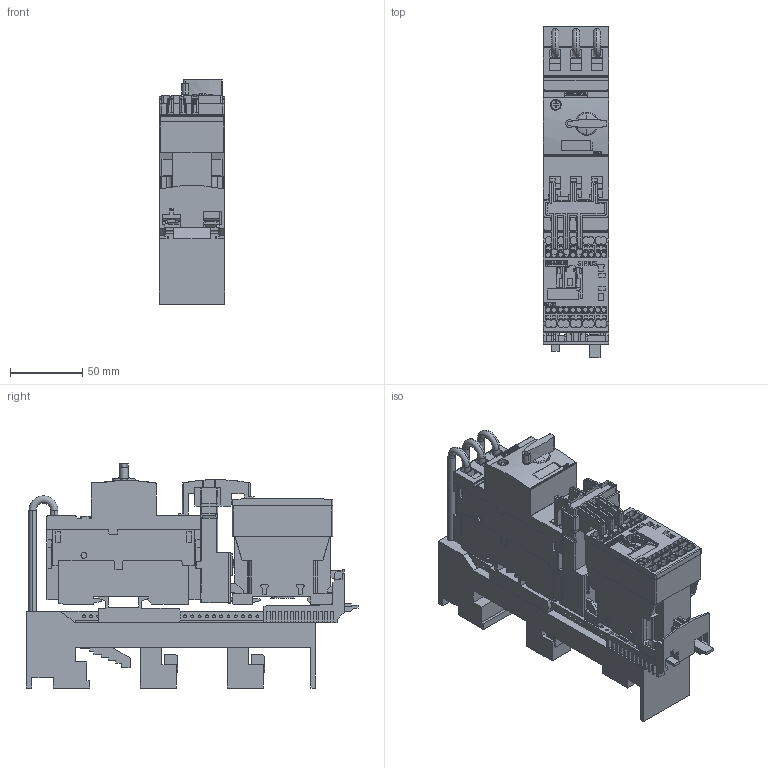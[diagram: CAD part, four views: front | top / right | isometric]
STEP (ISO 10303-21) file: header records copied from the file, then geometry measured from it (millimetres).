
FILE_DESCRIPTION(('STEP AP214'),'1');
FILE_NAME('cctmp_888E7145-4C2C-4634-B2FD-A7C4685BAADF_2025_05_15_11_51_21_0995..stp','2025-05-15T09:51:23',('SIEMENS A&D'),('CADClick - www.CADClick.com'),'Spatial InterOp 3D postprocessed',' ','unknown authorization');
FILE_SCHEMA(('AUTOMOTIVE_DESIGN'));
Length unit declared in the file: millimetre
Products named in the file (4): cc_unnamed; 2025_05_15_11_51_21_0915; 2025_05_15_11_51_21_0884; 2025_05_15_11_51_21_0854
Assembly tree (3 placements, depth 2):
  cc_unnamed
    2025_05_15_11_51_21_0915
    2025_05_15_11_51_21_0884
    2025_05_15_11_51_21_0854
Bounding box: 45 x 229.55 x 154.9 mm (x, y, z)
Volume: 831758.7 mm3; surface area: 184535.7 mm2
Topology: 3 solids, 21 shells, 3498 faces, 9665 edges, 6387 vertices
Faces by surface type: plane 2525, cylinder 945, torus 24, cone 4
Entity records: 123916 total; most frequent: CARTESIAN_POINT 21611, ORIENTED_EDGE 19446, DIRECTION 18632, EDGE_CURVE 9723, LINE 7502, VECTOR 7502, VERTEX_POINT 6387, AXIS2_PLACEMENT_3D 5565
